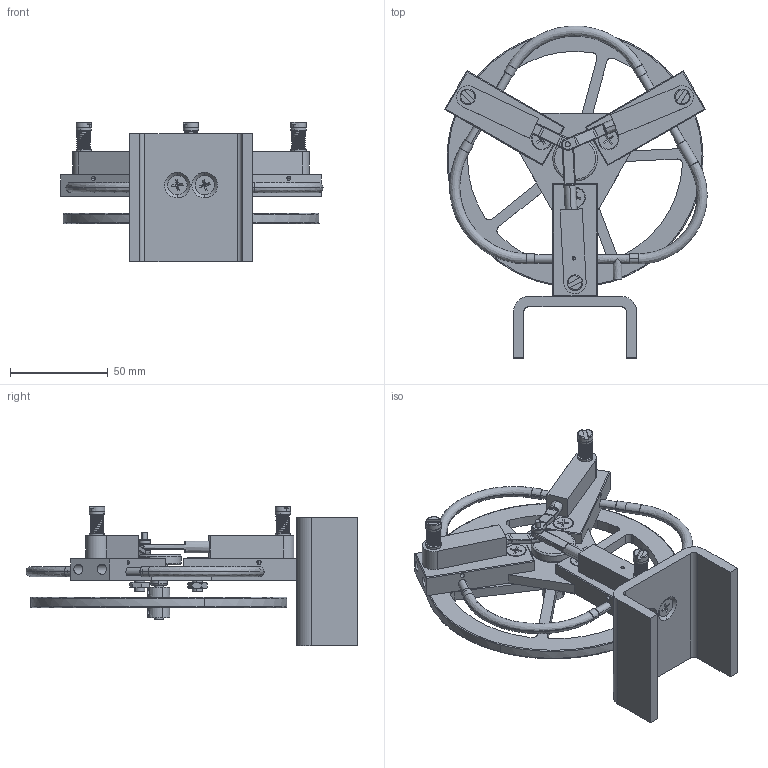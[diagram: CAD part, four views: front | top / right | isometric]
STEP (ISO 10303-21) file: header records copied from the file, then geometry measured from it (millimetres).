
FILE_DESCRIPTION(('FreeCAD Model'),'2;1');
FILE_NAME('Open CASCADE Shape Model','2025-05-04T20:33:31',('FreeCAD'),( 'FreeCAD'),'Open CASCADE STEP processor 7.6','FreeCAD','Unknown');
FILE_SCHEMA(('AUTOMOTIVE_DESIGN { 1 0 10303 214 1 1 1 1 }'));
Products named in the file (1): Open CASCADE STEP translator 7.6 1
Bounding box: 134.39 x 169.99 x 71.7 mm (x, y, z)
Volume: 139687.7 mm3; surface area: 84998.3 mm2
Topology: 42 solids, 42 shells, 845 faces, 1958 edges, 1204 vertices
Faces by surface type: bspline 845
Entity records: 34348 total; most frequent: CARTESIAN_POINT 22988, ORIENTED_EDGE 3882, EDGE_CURVE 1941, VERTEX_POINT 1198, B_SPLINE_CURVE_WITH_KNOTS 1090, FACE_BOUND 997, EDGE_LOOP 997, ADVANCED_FACE 845
